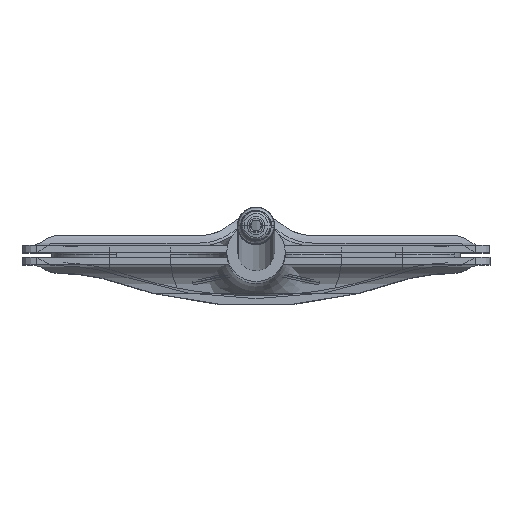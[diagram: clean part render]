
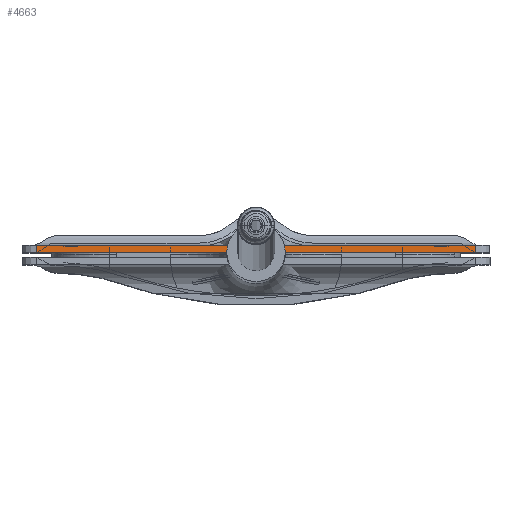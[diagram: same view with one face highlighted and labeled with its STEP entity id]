
A CAD part, top view. The second image highlights one B-rep face of the part: STEP entity #4663.
In plain terms, the highlighted planar face has unit normal (0, 0, 1).
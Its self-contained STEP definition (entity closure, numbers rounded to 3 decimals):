
#54 = CARTESIAN_POINT ( 'NONE',  ( -7.994, 0.304, 8.25 ) ) ;
#350 = DIRECTION ( 'NONE',  ( -1., 0., 0. ) ) ;
#522 = ORIENTED_EDGE ( 'NONE', *, *, #2469, .T. ) ;
#751 = PLANE ( 'NONE',  #1415 ) ;
#820 = VERTEX_POINT ( 'NONE', #7424 ) ;
#974 = VECTOR ( 'NONE', #5372, 1000. ) ;
#1162 = CARTESIAN_POINT ( 'NONE',  ( -7.994, 0.05, 8.25 ) ) ;
#1415 = AXIS2_PLACEMENT_3D ( 'NONE', #5512, #6939, #9282 ) ;
#1462 = ORIENTED_EDGE ( 'NONE', *, *, #5741, .T. ) ;
#2034 = VERTEX_POINT ( 'NONE', #9108 ) ;
#2428 = DIRECTION ( 'NONE',  ( 0., 1., 0. ) ) ;
#2469 = EDGE_CURVE ( 'NONE', #2034, #820, #9908, .T. ) ;
#2759 = VECTOR ( 'NONE', #2428, 1000. ) ;
#3117 = ORIENTED_EDGE ( 'NONE', *, *, #7339, .T. ) ;
#3175 = LINE ( 'NONE', #9363, #2759 ) ;
#3719 = CARTESIAN_POINT ( 'NONE',  ( -7.494, 0., 8.25 ) ) ;
#3901 = LINE ( 'NONE', #54, #8715 ) ;
#4663 = ADVANCED_FACE ( 'NONE', ( #9235 ), #751, .T. ) ;
#4900 = VERTEX_POINT ( 'NONE', #6098 ) ;
#5372 = DIRECTION ( 'NONE',  ( 0., -1., 0. ) ) ;
#5512 = CARTESIAN_POINT ( 'NONE',  ( 0., 0., 8.25 ) ) ;
#5741 = EDGE_CURVE ( 'NONE', #7134, #2034, #3901, .T. ) ;
#6098 = CARTESIAN_POINT ( 'NONE',  ( 7.494, 0.05, 8.25 ) ) ;
#6421 = ORIENTED_EDGE ( 'NONE', *, *, #9716, .T. ) ;
#6878 = CARTESIAN_POINT ( 'NONE',  ( 7.494, 0.304, 8.25 ) ) ;
#6939 = DIRECTION ( 'NONE',  ( 0., 0., 1. ) ) ;
#7134 = VERTEX_POINT ( 'NONE', #6878 ) ;
#7320 = DIRECTION ( 'NONE',  ( 1., 0., 0. ) ) ;
#7339 = EDGE_CURVE ( 'NONE', #820, #4900, #9617, .T. ) ;
#7424 = CARTESIAN_POINT ( 'NONE',  ( -7.494, 0.05, 8.25 ) ) ;
#8495 = VECTOR ( 'NONE', #7320, 1000. ) ;
#8643 = EDGE_LOOP ( 'NONE', ( #1462, #522, #3117, #6421 ) ) ;
#8715 = VECTOR ( 'NONE', #350, 1000. ) ;
#9108 = CARTESIAN_POINT ( 'NONE',  ( -7.494, 0.304, 8.25 ) ) ;
#9235 = FACE_OUTER_BOUND ( 'NONE', #8643, .T. ) ;
#9282 = DIRECTION ( 'NONE',  ( 1., 0., 0. ) ) ;
#9363 = CARTESIAN_POINT ( 'NONE',  ( 7.494, 0., 8.25 ) ) ;
#9617 = LINE ( 'NONE', #1162, #8495 ) ;
#9716 = EDGE_CURVE ( 'NONE', #4900, #7134, #3175, .T. ) ;
#9908 = LINE ( 'NONE', #3719, #974 ) ;
